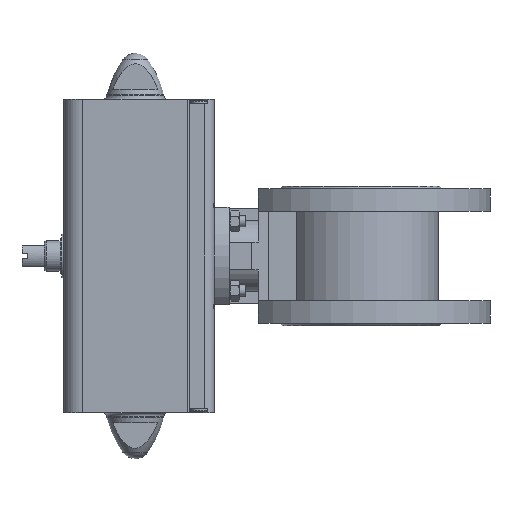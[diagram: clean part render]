
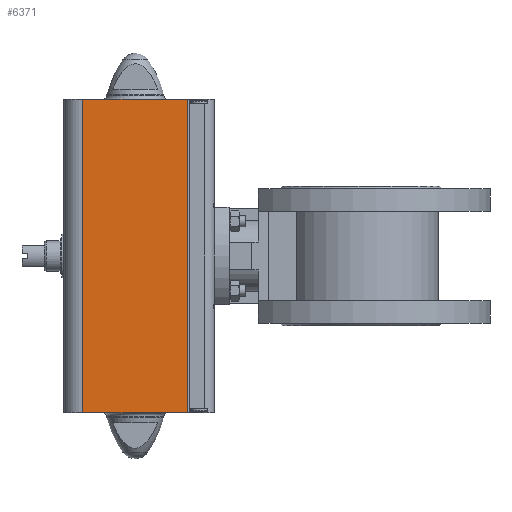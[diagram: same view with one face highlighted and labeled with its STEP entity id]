
A CAD part, left-side view. The second image highlights one B-rep face of the part: STEP entity #6371.
In plain terms, the highlighted planar face has unit normal (-1, 0, 0).
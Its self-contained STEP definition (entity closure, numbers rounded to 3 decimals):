
#1206=ORIENTED_EDGE('',*,*,#2629,.T.);
#1207=ORIENTED_EDGE('',*,*,#2630,.F.);
#1208=ORIENTED_EDGE('',*,*,#2631,.F.);
#1209=ORIENTED_EDGE('',*,*,#2632,.T.);
#2629=EDGE_CURVE('',#3391,#3392,#3959,.T.);
#2630=EDGE_CURVE('',#3393,#3392,#3960,.T.);
#2631=EDGE_CURVE('',#3394,#3393,#3961,.T.);
#2632=EDGE_CURVE('',#3394,#3391,#3962,.T.);
#3391=VERTEX_POINT('',#10232);
#3392=VERTEX_POINT('',#10233);
#3393=VERTEX_POINT('',#10235);
#3394=VERTEX_POINT('',#10237);
#3959=LINE('',#10231,#4489);
#3960=LINE('',#10234,#4490);
#3961=LINE('',#10236,#4491);
#3962=LINE('',#10238,#4492);
#4489=VECTOR('',#8138,1000.);
#4490=VECTOR('',#8139,1000.);
#4491=VECTOR('',#8140,1000.);
#4492=VECTOR('',#8141,1000.);
#5042=EDGE_LOOP('',(#1206,#1207,#1208,#1209));
#5630=FACE_BOUND('',#5042,.T.);
#6095=PLANE('',#6982);
#6371=ADVANCED_FACE('',(#5630),#6095,.F.);
#6982=AXIS2_PLACEMENT_3D('',#10230,#8136,#8137);
#8136=DIRECTION('',(1.,0.,0.));
#8137=DIRECTION('',(0.,0.,-1.));
#8138=DIRECTION('',(0.,-1.,0.));
#8139=DIRECTION('',(0.,0.,-1.));
#8140=DIRECTION('',(0.,-1.,0.));
#8141=DIRECTION('',(0.,0.,-1.));
#10230=CARTESIAN_POINT('',(-51.,37.56,111.95));
#10231=CARTESIAN_POINT('',(-51.,37.56,-111.95));
#10232=CARTESIAN_POINT('',(-51.,37.56,-111.95));
#10233=CARTESIAN_POINT('',(-51.,-37.3,-111.95));
#10234=CARTESIAN_POINT('',(-51.,-37.3,111.95));
#10235=CARTESIAN_POINT('',(-51.,-37.3,111.95));
#10236=CARTESIAN_POINT('',(-51.,37.56,111.95));
#10237=CARTESIAN_POINT('',(-51.,37.56,111.95));
#10238=CARTESIAN_POINT('',(-51.,37.56,111.95));
